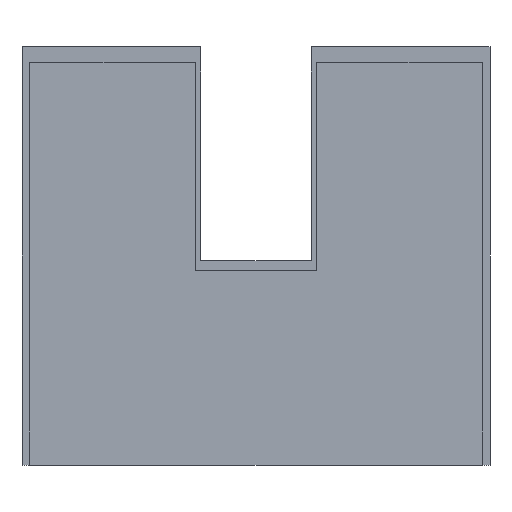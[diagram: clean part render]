
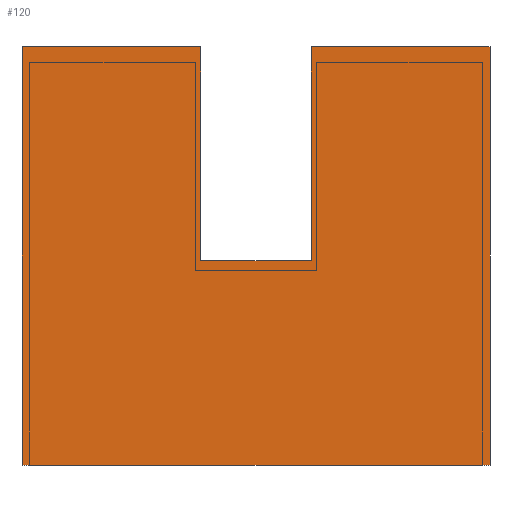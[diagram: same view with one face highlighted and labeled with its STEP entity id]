
A CAD part, front view. The second image highlights one B-rep face of the part: STEP entity #120.
In plain terms, the highlighted planar face has unit normal (0, -1, 0).
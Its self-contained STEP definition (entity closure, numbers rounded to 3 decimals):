
#120 = ADVANCED_FACE( '', ( #213 ), #214, .T. );
#213 = FACE_OUTER_BOUND( '', #287, .T. );
#214 = PLANE( '', #288 );
#287 = EDGE_LOOP( '', ( #446, #447, #448, #449, #450, #451, #452, #453 ) );
#288 = AXIS2_PLACEMENT_3D( '', #454, #455, #456 );
#446 = ORIENTED_EDGE( '', *, *, #477, .T. );
#447 = ORIENTED_EDGE( '', *, *, #519, .T. );
#448 = ORIENTED_EDGE( '', *, *, #525, .T. );
#449 = ORIENTED_EDGE( '', *, *, #537, .T. );
#450 = ORIENTED_EDGE( '', *, *, #530, .T. );
#451 = ORIENTED_EDGE( '', *, *, #506, .T. );
#452 = ORIENTED_EDGE( '', *, *, #482, .T. );
#453 = ORIENTED_EDGE( '', *, *, #539, .T. );
#454 = CARTESIAN_POINT( '', ( -0.545, -500.1, 4.11 ) );
#455 = DIRECTION( '', ( 0., -1., 0. ) );
#456 = DIRECTION( '', ( 0., 0., -1. ) );
#477 = EDGE_CURVE( '', #548, #546, #549, .T. );
#482 = EDGE_CURVE( '', #557, #555, #558, .T. );
#506 = EDGE_CURVE( '', #596, #557, #597, .T. );
#519 = EDGE_CURVE( '', #546, #613, #615, .T. );
#525 = EDGE_CURVE( '', #613, #621, #623, .T. );
#530 = EDGE_CURVE( '', #629, #596, #630, .T. );
#537 = EDGE_CURVE( '', #621, #629, #637, .T. );
#539 = EDGE_CURVE( '', #555, #548, #639, .T. );
#546 = VERTEX_POINT( '', #647 );
#548 = VERTEX_POINT( '', #650 );
#549 = LINE( '', #651, #652 );
#555 = VERTEX_POINT( '', #660 );
#557 = VERTEX_POINT( '', #663 );
#558 = LINE( '', #664, #665 );
#596 = VERTEX_POINT( '', #721 );
#597 = LINE( '', #722, #723 );
#613 = VERTEX_POINT( '', #747 );
#615 = LINE( '', #750, #751 );
#621 = VERTEX_POINT( '', #759 );
#623 = LINE( '', #762, #763 );
#629 = VERTEX_POINT( '', #771 );
#630 = LINE( '', #772, #773 );
#637 = LINE( '', #783, #784 );
#639 = LINE( '', #786, #787 );
#647 = CARTESIAN_POINT( '', ( -0.545, -500.1, 4.11 ) );
#650 = CARTESIAN_POINT( '', ( -0.545, -500.1, 2.01 ) );
#651 = CARTESIAN_POINT( '', ( -0.545, -500.1, 2.01 ) );
#652 = VECTOR( '', #792, 1000. );
#660 = CARTESIAN_POINT( '', ( 0.545, -500.1, 2.01 ) );
#663 = CARTESIAN_POINT( '', ( 0.545, -500.1, 4.11 ) );
#664 = CARTESIAN_POINT( '', ( 0.545, -500.1, 4.11 ) );
#665 = VECTOR( '', #796, 1000. );
#721 = CARTESIAN_POINT( '', ( 2.3, -500.1, 4.11 ) );
#722 = CARTESIAN_POINT( '', ( 2.3, -500.1, 4.11 ) );
#723 = VECTOR( '', #815, 1000. );
#747 = CARTESIAN_POINT( '', ( -2.3, -500.1, 4.11 ) );
#750 = CARTESIAN_POINT( '', ( -0.545, -500.1, 4.11 ) );
#751 = VECTOR( '', #825, 1000. );
#759 = CARTESIAN_POINT( '', ( -2.3, -500.1, 0. ) );
#762 = CARTESIAN_POINT( '', ( -2.3, -500.1, 4.11 ) );
#763 = VECTOR( '', #829, 1000. );
#771 = CARTESIAN_POINT( '', ( 2.3, -500.1, 0. ) );
#772 = CARTESIAN_POINT( '', ( 2.3, -500.1, 0. ) );
#773 = VECTOR( '', #832, 1000. );
#783 = CARTESIAN_POINT( '', ( -2.3, -500.1, 0. ) );
#784 = VECTOR( '', #836, 1000. );
#786 = CARTESIAN_POINT( '', ( 0.545, -500.1, 2.01 ) );
#787 = VECTOR( '', #837, 1000. );
#792 = DIRECTION( '', ( 0., 0., 1. ) );
#796 = DIRECTION( '', ( 0., 0., -1. ) );
#815 = DIRECTION( '', ( -1., 0., 0. ) );
#825 = DIRECTION( '', ( -1., 0., 0. ) );
#829 = DIRECTION( '', ( 0., 0., -1. ) );
#832 = DIRECTION( '', ( 0., 0., 1. ) );
#836 = DIRECTION( '', ( 1., 0., 0. ) );
#837 = DIRECTION( '', ( -1., 0., 0. ) );
